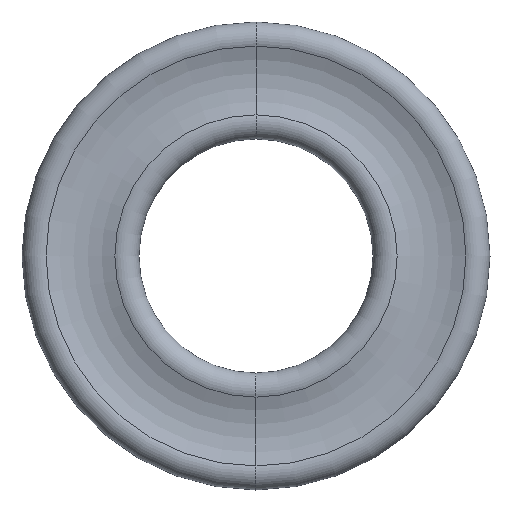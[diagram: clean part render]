
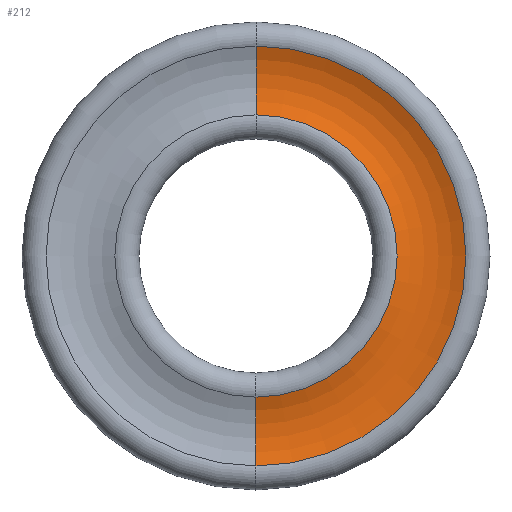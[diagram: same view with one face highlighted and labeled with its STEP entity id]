
A CAD part, left-side view. The second image highlights one B-rep face of the part: STEP entity #212.
In plain terms, the highlighted toroidal (fillet/blend) face has major radius 2.25 mm and minor radius 1.087 mm.
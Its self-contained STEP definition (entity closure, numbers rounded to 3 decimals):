
#15 = EDGE_CURVE ( 'NONE', #179, #174, #471, .T. ) ;
#35 = DIRECTION ( 'NONE',  ( 0., 0., 1. ) ) ;
#40 = DIRECTION ( 'NONE',  ( -1., 0., 0. ) ) ;
#47 = CARTESIAN_POINT ( 'NONE',  ( -1.724, 0., 0. ) ) ;
#49 = DIRECTION ( 'NONE',  ( 0., 0., -1. ) ) ;
#50 = DIRECTION ( 'NONE',  ( 0., -1., 0. ) ) ;
#95 = CARTESIAN_POINT ( 'NONE',  ( -1.724, 0., 2.25 ) ) ;
#124 = CARTESIAN_POINT ( 'NONE',  ( -0.731, 0., 1.809 ) ) ;
#131 = CARTESIAN_POINT ( 'NONE',  ( -0.731, 0., -2.691 ) ) ;
#137 = CARTESIAN_POINT ( 'NONE',  ( -0.731, 0., -1.809 ) ) ;
#145 = CARTESIAN_POINT ( 'NONE',  ( -0.731, 0., 2.691 ) ) ;
#174 = VERTEX_POINT ( 'NONE', #145 ) ;
#175 = VERTEX_POINT ( 'NONE', #131 ) ;
#178 = VERTEX_POINT ( 'NONE', #137 ) ;
#179 = VERTEX_POINT ( 'NONE', #124 ) ;
#212 = ADVANCED_FACE ( 'NONE', ( #573 ), #563, .F. ) ;
#239 = DIRECTION ( 'NONE',  ( 0., 0., 1. ) ) ;
#240 = DIRECTION ( 'NONE',  ( -1., 0., 0. ) ) ;
#248 = CARTESIAN_POINT ( 'NONE',  ( -0.731, 0., 0. ) ) ;
#257 = DIRECTION ( 'NONE',  ( 0., 0., 1. ) ) ;
#258 = DIRECTION ( 'NONE',  ( -1., 0., 0. ) ) ;
#265 = CARTESIAN_POINT ( 'NONE',  ( -0.731, 0., 0. ) ) ;
#283 = DIRECTION ( 'NONE',  ( 0., 0., 1. ) ) ;
#284 = DIRECTION ( 'NONE',  ( 0., 1., 0. ) ) ;
#302 = CARTESIAN_POINT ( 'NONE',  ( -1.724, 0., -2.25 ) ) ;
#358 = EDGE_LOOP ( 'NONE', ( #396, #485, #526, #381 ) ) ;
#381 = ORIENTED_EDGE ( 'NONE', *, *, #15, .F. ) ;
#396 = ORIENTED_EDGE ( 'NONE', *, *, #644, .F. ) ;
#471 = CIRCLE ( 'NONE', #593, 1.087 ) ;
#485 = ORIENTED_EDGE ( 'NONE', *, *, #597, .T. ) ;
#515 = CIRCLE ( 'NONE', #594, 1.809 ) ;
#521 = CIRCLE ( 'NONE', #581, 2.691 ) ;
#526 = ORIENTED_EDGE ( 'NONE', *, *, #655, .T. ) ;
#557 = CIRCLE ( 'NONE', #583, 1.087 ) ;
#563 = TOROIDAL_SURFACE ( 'NONE', #651, 2.25, 1.087 ) ;
#573 = FACE_OUTER_BOUND ( 'NONE', #358, .T. ) ;
#581 = AXIS2_PLACEMENT_3D ( 'NONE', #248, #240, #239 ) ;
#583 = AXIS2_PLACEMENT_3D ( 'NONE', #302, #284, #283 ) ;
#593 = AXIS2_PLACEMENT_3D ( 'NONE', #95, #50, #49 ) ;
#594 = AXIS2_PLACEMENT_3D ( 'NONE', #265, #258, #257 ) ;
#597 = EDGE_CURVE ( 'NONE', #178, #175, #557, .T. ) ;
#644 = EDGE_CURVE ( 'NONE', #178, #179, #515, .T. ) ;
#651 = AXIS2_PLACEMENT_3D ( 'NONE', #47, #40, #35 ) ;
#655 = EDGE_CURVE ( 'NONE', #175, #174, #521, .T. ) ;
